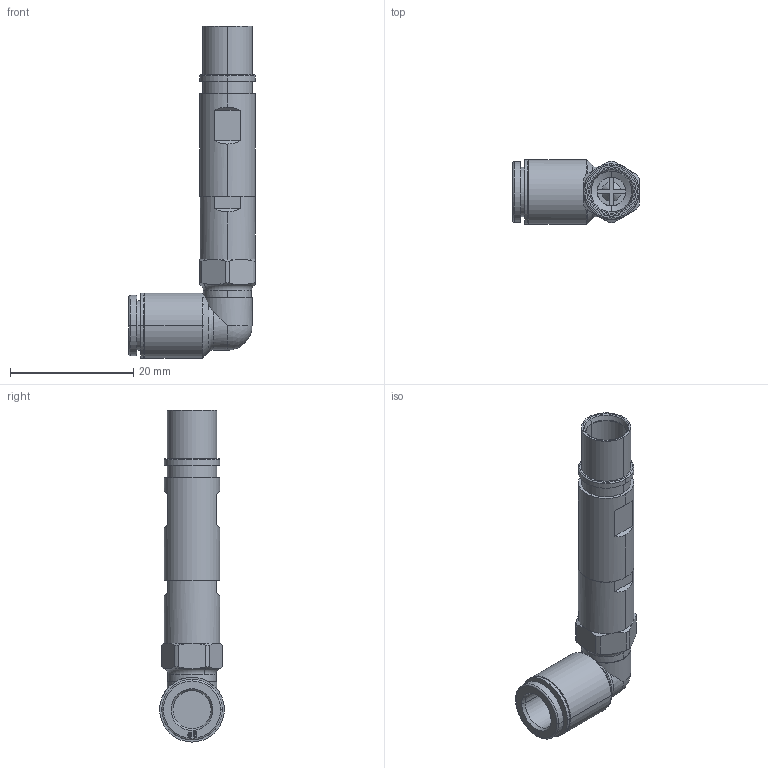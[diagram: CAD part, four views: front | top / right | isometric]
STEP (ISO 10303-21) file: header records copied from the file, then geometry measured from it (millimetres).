
FILE_DESCRIPTION(('Creo Elements/Direct Modeling STEP Export'),'2;1');
FILE_NAME('0ln7uvk5btlooe12516','2021-07-27T11:35:03',(''),(''),'Creo Elements/Direct Modeling STEP processor for AP214 (Solid Model)','Creo Elements/Direct Modeling 20.1B 02-Apr-2019 (C) Parametric Technology GmbH','');
FILE_SCHEMA(('AUTOMOTIVE_DESIGN { 1 0 10303 214 1 1 1 1 }'));
Length unit declared in the file: millimetre
Products named in the file (2): CX_6.0_MPAV
Assembly tree (1 placements, depth 2):
  CX_6.0_MPAV
    CX_6.0_MPAV
Bounding box: 20.5 x 10.5 x 53.85 mm (x, y, z)
Volume: 3441.4 mm3; surface area: 2579.1 mm2
Topology: 1 solids, 1 shells, 160 faces, 403 edges, 259 vertices
Faces by surface type: plane 60, cylinder 44, cone 23, extrusion 18, torus 13, sphere 2
Entity records: 6634 total; most frequent: CARTESIAN_POINT 1714, ORIENTED_EDGE 802, DIRECTION 657, EDGE_CURVE 401, VERTEX_POINT 259, AXIS2_PLACEMENT_3D 242, EDGE_LOOP 176, VECTOR 173
